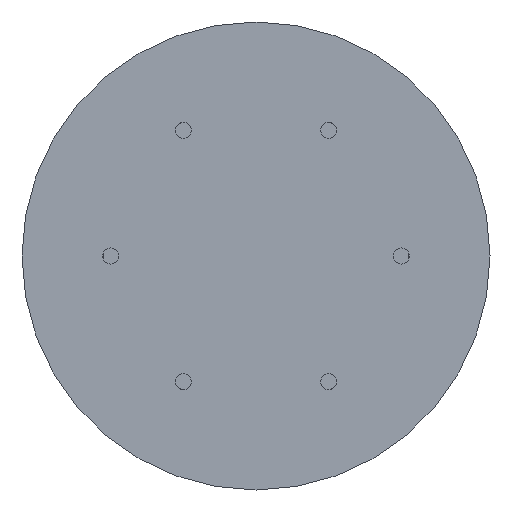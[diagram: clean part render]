
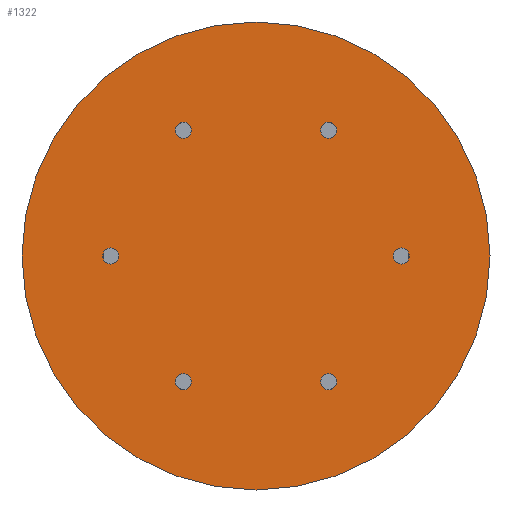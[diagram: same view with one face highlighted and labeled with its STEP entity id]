
A CAD part, front view. The second image highlights one B-rep face of the part: STEP entity #1322.
In plain terms, the highlighted planar face has unit normal (0, -1, 0).
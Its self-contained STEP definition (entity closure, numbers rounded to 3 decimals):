
#4 = CIRCLE ( 'NONE', #1642, 2.5 ) ;
#32 = EDGE_CURVE ( 'NONE', #435, #1820, #1839, .T. ) ;
#47 = CIRCLE ( 'NONE', #1348, 2.5 ) ;
#53 = AXIS2_PLACEMENT_3D ( 'NONE', #1462, #1746, #616 ) ;
#55 = EDGE_LOOP ( 'NONE', ( #692, #505 ) ) ;
#62 = CARTESIAN_POINT ( 'NONE',  ( 22.5, 0., 38.971 ) ) ;
#71 = ORIENTED_EDGE ( 'NONE', *, *, #86, .F. ) ;
#77 = ORIENTED_EDGE ( 'NONE', *, *, #1456, .F. ) ;
#86 = EDGE_CURVE ( 'NONE', #1186, #1492, #1116, .T. ) ;
#95 = DIRECTION ( 'NONE',  ( 0., -1., 0. ) ) ;
#132 = VERTEX_POINT ( 'NONE', #250 ) ;
#138 = CARTESIAN_POINT ( 'NONE',  ( 25., 0., 38.971 ) ) ;
#151 = DIRECTION ( 'NONE',  ( 0., 1., 0. ) ) ;
#155 = ORIENTED_EDGE ( 'NONE', *, *, #939, .F. ) ;
#187 = DIRECTION ( 'NONE',  ( 0., -1., 0. ) ) ;
#196 = DIRECTION ( 'NONE',  ( 1., 0., 0. ) ) ;
#202 = EDGE_LOOP ( 'NONE', ( #303, #1548 ) ) ;
#250 = CARTESIAN_POINT ( 'NONE',  ( -42.5, 0., 0. ) ) ;
#303 = ORIENTED_EDGE ( 'NONE', *, *, #32, .F. ) ;
#304 = AXIS2_PLACEMENT_3D ( 'NONE', #1187, #473, #744 ) ;
#310 = AXIS2_PLACEMENT_3D ( 'NONE', #978, #820, #1401 ) ;
#331 = EDGE_CURVE ( 'NONE', #1820, #435, #1355, .T. ) ;
#334 = EDGE_CURVE ( 'NONE', #1069, #1580, #389, .T. ) ;
#389 = CIRCLE ( 'NONE', #304, 2.5 ) ;
#404 = CARTESIAN_POINT ( 'NONE',  ( 72.5, 0., 0. ) ) ;
#407 = PLANE ( 'NONE',  #1800 ) ;
#426 = DIRECTION ( 'NONE',  ( 1., 0., 0. ) ) ;
#435 = VERTEX_POINT ( 'NONE', #1339 ) ;
#445 = DIRECTION ( 'NONE',  ( 1., 0., 0. ) ) ;
#448 = ORIENTED_EDGE ( 'NONE', *, *, #1118, .F. ) ;
#473 = DIRECTION ( 'NONE',  ( 0., -1., 0. ) ) ;
#477 = EDGE_CURVE ( 'NONE', #1622, #1125, #517, .T. ) ;
#505 = ORIENTED_EDGE ( 'NONE', *, *, #1278, .F. ) ;
#517 = CIRCLE ( 'NONE', #1845, 2.5 ) ;
#552 = AXIS2_PLACEMENT_3D ( 'NONE', #1045, #654, #1507 ) ;
#580 = VERTEX_POINT ( 'NONE', #404 ) ;
#581 = DIRECTION ( 'NONE',  ( 1., 0., 0. ) ) ;
#590 = CARTESIAN_POINT ( 'NONE',  ( -25., 0., 38.971 ) ) ;
#616 = DIRECTION ( 'NONE',  ( 1., 0., 0. ) ) ;
#625 = CARTESIAN_POINT ( 'NONE',  ( -47.5, 0., 0. ) ) ;
#638 = ORIENTED_EDGE ( 'NONE', *, *, #660, .F. ) ;
#654 = DIRECTION ( 'NONE',  ( 0., -1., 0. ) ) ;
#660 = EDGE_CURVE ( 'NONE', #1580, #1069, #1022, .T. ) ;
#661 = CARTESIAN_POINT ( 'NONE',  ( 45., 0., 0. ) ) ;
#662 = AXIS2_PLACEMENT_3D ( 'NONE', #1867, #151, #1722 ) ;
#666 = CARTESIAN_POINT ( 'NONE',  ( -22.5, 0., 38.971 ) ) ;
#692 = ORIENTED_EDGE ( 'NONE', *, *, #785, .F. ) ;
#728 = CIRCLE ( 'NONE', #552, 2.5 ) ;
#730 = EDGE_CURVE ( 'NONE', #1529, #942, #1260, .T. ) ;
#744 = DIRECTION ( 'NONE',  ( 1., 0., 0. ) ) ;
#761 = ORIENTED_EDGE ( 'NONE', *, *, #334, .F. ) ;
#785 = EDGE_CURVE ( 'NONE', #132, #1570, #897, .T. ) ;
#807 = CARTESIAN_POINT ( 'NONE',  ( 25., 0., -38.971 ) ) ;
#817 = CARTESIAN_POINT ( 'NONE',  ( 20., 0., 38.971 ) ) ;
#820 = DIRECTION ( 'NONE',  ( 0., -1., 0. ) ) ;
#827 = CARTESIAN_POINT ( 'NONE',  ( 0., 0., 0. ) ) ;
#839 = DIRECTION ( 'NONE',  ( 0., 1., 0. ) ) ;
#855 = CARTESIAN_POINT ( 'NONE',  ( -22.5, 0., -38.971 ) ) ;
#866 = EDGE_LOOP ( 'NONE', ( #71, #155 ) ) ;
#887 = DIRECTION ( 'NONE',  ( -1., 0., 0. ) ) ;
#897 = CIRCLE ( 'NONE', #1383, 2.5 ) ;
#924 = VERTEX_POINT ( 'NONE', #1802 ) ;
#939 = EDGE_CURVE ( 'NONE', #1492, #1186, #1409, .T. ) ;
#942 = VERTEX_POINT ( 'NONE', #1367 ) ;
#962 = FACE_BOUND ( 'NONE', #202, .T. ) ;
#967 = EDGE_LOOP ( 'NONE', ( #1825, #1560 ) ) ;
#978 = CARTESIAN_POINT ( 'NONE',  ( 22.5, 0., 38.971 ) ) ;
#1018 = CARTESIAN_POINT ( 'NONE',  ( -45., 0., 0. ) ) ;
#1022 = CIRCLE ( 'NONE', #1449, 2.5 ) ;
#1023 = CARTESIAN_POINT ( 'NONE',  ( 0., 0., 0. ) ) ;
#1031 = DIRECTION ( 'NONE',  ( 0., 1., 0. ) ) ;
#1045 = CARTESIAN_POINT ( 'NONE',  ( -22.5, 0., -38.971 ) ) ;
#1069 = VERTEX_POINT ( 'NONE', #807 ) ;
#1102 = AXIS2_PLACEMENT_3D ( 'NONE', #661, #1244, #1237 ) ;
#1116 = CIRCLE ( 'NONE', #310, 2.5 ) ;
#1118 = EDGE_CURVE ( 'NONE', #580, #924, #1842, .T. ) ;
#1119 = FACE_BOUND ( 'NONE', #967, .T. ) ;
#1125 = VERTEX_POINT ( 'NONE', #590 ) ;
#1129 = FACE_BOUND ( 'NONE', #55, .T. ) ;
#1153 = EDGE_CURVE ( 'NONE', #1125, #1622, #47, .T. ) ;
#1156 = DIRECTION ( 'NONE',  ( 0., -1., 0. ) ) ;
#1164 = DIRECTION ( 'NONE',  ( 0., -1., 0. ) ) ;
#1186 = VERTEX_POINT ( 'NONE', #138 ) ;
#1187 = CARTESIAN_POINT ( 'NONE',  ( 22.5, 0., -38.971 ) ) ;
#1194 = CARTESIAN_POINT ( 'NONE',  ( 20., 0., -38.971 ) ) ;
#1206 = CIRCLE ( 'NONE', #1511, 72.5 ) ;
#1229 = EDGE_LOOP ( 'NONE', ( #77, #448 ) ) ;
#1235 = DIRECTION ( 'NONE',  ( 1., 0., 0. ) ) ;
#1237 = DIRECTION ( 'NONE',  ( 1., 0., 0. ) ) ;
#1244 = DIRECTION ( 'NONE',  ( 0., -1., 0. ) ) ;
#1260 = CIRCLE ( 'NONE', #1356, 2.5 ) ;
#1278 = EDGE_CURVE ( 'NONE', #1570, #132, #4, .T. ) ;
#1285 = FACE_BOUND ( 'NONE', #1305, .T. ) ;
#1290 = DIRECTION ( 'NONE',  ( 0., -1., 0. ) ) ;
#1305 = EDGE_LOOP ( 'NONE', ( #1710, #1481 ) ) ;
#1322 = ADVANCED_FACE ( 'NONE', ( #1129, #1709, #962, #1545, #1285, #1119, #1701 ), #407, .F. ) ;
#1339 = CARTESIAN_POINT ( 'NONE',  ( 47.5, 0., 0. ) ) ;
#1348 = AXIS2_PLACEMENT_3D ( 'NONE', #1877, #1587, #581 ) ;
#1355 = CIRCLE ( 'NONE', #53, 2.5 ) ;
#1356 = AXIS2_PLACEMENT_3D ( 'NONE', #855, #1164, #445 ) ;
#1367 = CARTESIAN_POINT ( 'NONE',  ( -25., 0., -38.971 ) ) ;
#1369 = DIRECTION ( 'NONE',  ( 0., -1., 0. ) ) ;
#1383 = AXIS2_PLACEMENT_3D ( 'NONE', #1018, #1156, #1754 ) ;
#1401 = DIRECTION ( 'NONE',  ( 1., 0., 0. ) ) ;
#1409 = CIRCLE ( 'NONE', #1654, 2.5 ) ;
#1424 = DIRECTION ( 'NONE',  ( -1., 0., 0. ) ) ;
#1449 = AXIS2_PLACEMENT_3D ( 'NONE', #1468, #1290, #1581 ) ;
#1456 = EDGE_CURVE ( 'NONE', #924, #580, #1206, .T. ) ;
#1462 = CARTESIAN_POINT ( 'NONE',  ( 45., 0., 0. ) ) ;
#1468 = CARTESIAN_POINT ( 'NONE',  ( 22.5, 0., -38.971 ) ) ;
#1481 = ORIENTED_EDGE ( 'NONE', *, *, #1153, .F. ) ;
#1491 = EDGE_CURVE ( 'NONE', #942, #1529, #728, .T. ) ;
#1492 = VERTEX_POINT ( 'NONE', #817 ) ;
#1507 = DIRECTION ( 'NONE',  ( 1., 0., 0. ) ) ;
#1511 = AXIS2_PLACEMENT_3D ( 'NONE', #1023, #1031, #887 ) ;
#1526 = EDGE_LOOP ( 'NONE', ( #761, #638 ) ) ;
#1529 = VERTEX_POINT ( 'NONE', #1840 ) ;
#1545 = FACE_BOUND ( 'NONE', #866, .T. ) ;
#1548 = ORIENTED_EDGE ( 'NONE', *, *, #331, .F. ) ;
#1560 = ORIENTED_EDGE ( 'NONE', *, *, #1491, .F. ) ;
#1570 = VERTEX_POINT ( 'NONE', #625 ) ;
#1580 = VERTEX_POINT ( 'NONE', #1194 ) ;
#1581 = DIRECTION ( 'NONE',  ( 1., 0., 0. ) ) ;
#1587 = DIRECTION ( 'NONE',  ( 0., -1., 0. ) ) ;
#1599 = CARTESIAN_POINT ( 'NONE',  ( -20., 0., 38.971 ) ) ;
#1622 = VERTEX_POINT ( 'NONE', #1599 ) ;
#1642 = AXIS2_PLACEMENT_3D ( 'NONE', #1689, #95, #426 ) ;
#1654 = AXIS2_PLACEMENT_3D ( 'NONE', #62, #187, #196 ) ;
#1689 = CARTESIAN_POINT ( 'NONE',  ( -45., 0., 0. ) ) ;
#1701 = FACE_OUTER_BOUND ( 'NONE', #1229, .T. ) ;
#1709 = FACE_BOUND ( 'NONE', #1526, .T. ) ;
#1710 = ORIENTED_EDGE ( 'NONE', *, *, #477, .F. ) ;
#1722 = DIRECTION ( 'NONE',  ( -1., 0., 0. ) ) ;
#1746 = DIRECTION ( 'NONE',  ( 0., -1., 0. ) ) ;
#1754 = DIRECTION ( 'NONE',  ( 1., 0., 0. ) ) ;
#1771 = CARTESIAN_POINT ( 'NONE',  ( 42.5, 0., 0. ) ) ;
#1800 = AXIS2_PLACEMENT_3D ( 'NONE', #827, #839, #1424 ) ;
#1802 = CARTESIAN_POINT ( 'NONE',  ( -72.5, 0., 0. ) ) ;
#1820 = VERTEX_POINT ( 'NONE', #1771 ) ;
#1825 = ORIENTED_EDGE ( 'NONE', *, *, #730, .F. ) ;
#1839 = CIRCLE ( 'NONE', #1102, 2.5 ) ;
#1840 = CARTESIAN_POINT ( 'NONE',  ( -20., 0., -38.971 ) ) ;
#1842 = CIRCLE ( 'NONE', #662, 72.5 ) ;
#1845 = AXIS2_PLACEMENT_3D ( 'NONE', #666, #1369, #1235 ) ;
#1867 = CARTESIAN_POINT ( 'NONE',  ( 0., 0., 0. ) ) ;
#1877 = CARTESIAN_POINT ( 'NONE',  ( -22.5, 0., 38.971 ) ) ;
